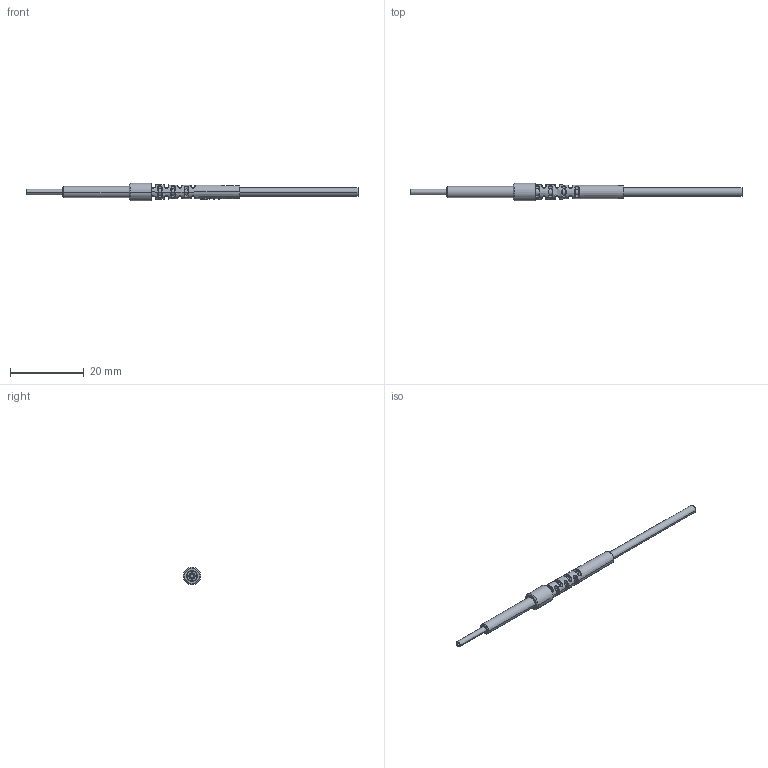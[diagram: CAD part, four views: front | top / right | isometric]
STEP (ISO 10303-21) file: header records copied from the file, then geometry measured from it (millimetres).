
FILE_DESCRIPTION((''),'2;1');
FILE_NAME('PT3Y10-IQ_ASM','2020-06-08T16:20:32',('Administrator'),(''),'CREO PARAMETRIC BY PTC INC, 2018400','CREO PARAMETRIC BY PTC INC, 2018400','');
FILE_SCHEMA(('AUTOMOTIVE_DESIGN { 1 0 10303 214 1 1 1 1 }'));
Length unit declared in the file: millimetre
Products named in the file (6): 3MM-18______; 10XIAN______; PTM3M4-22_______; 10-4MMHT_______ASM; 15-10__; PT3Y10-IQ_ASM
Assembly tree (5 placements, depth 3):
  PT3Y10-IQ_ASM
    3MM-18______
    10-4MMHT_______ASM
      10XIAN______
      PTM3M4-22_______
    15-10__
Bounding box: 90 x 4.8 x 4.8 mm (x, y, z)
Volume: 532 mm3; surface area: 1528.5 mm2
Topology: 4 solids, 4 shells, 206 faces, 508 edges, 322 vertices
Faces by surface type: bspline 74, plane 54, torus 32, cylinder 28, cone 18
Entity records: 13734 total; most frequent: CARTESIAN_POINT 7564, ORIENTED_EDGE 1016, DIRECTION 800, EDGE_CURVE 508, PRESENTATION_STYLE_ASSIGNMENT 459, STYLED_ITEM 459, CURVE_STYLE 454, AXIS2_PLACEMENT_3D 357
